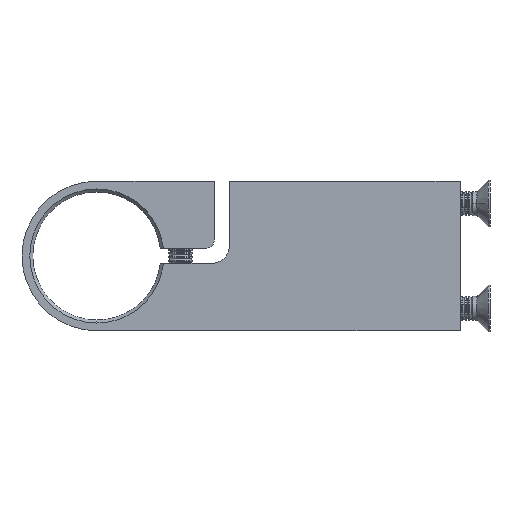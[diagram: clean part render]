
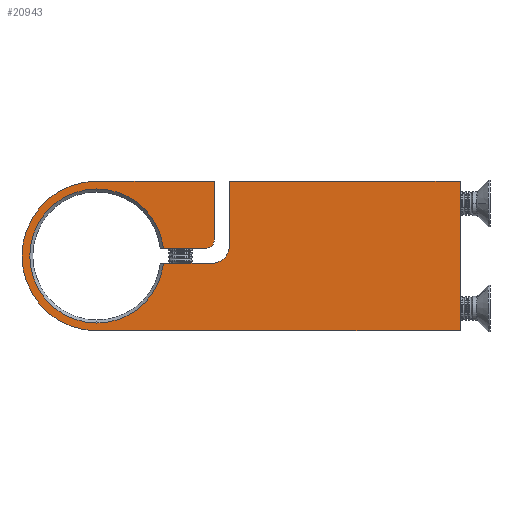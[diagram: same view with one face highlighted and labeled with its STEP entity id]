
A CAD part, left-side view. The second image highlights one B-rep face of the part: STEP entity #20943.
In plain terms, the highlighted planar face has unit normal (-1, 0, 0).
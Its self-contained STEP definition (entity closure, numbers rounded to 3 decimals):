
#44 = DIRECTION ( 'NONE',  ( 1., 0., 0. ) ) ;
#595 = CARTESIAN_POINT ( 'NONE',  ( -8., 121.4, 0. ) ) ;
#757 = DIRECTION ( 'NONE',  ( 0., 0., 1. ) ) ;
#1404 = AXIS2_PLACEMENT_3D ( 'NONE', #11467, #44, #17211 ) ;
#2210 = LINE ( 'NONE', #21573, #22459 ) ;
#2343 = CARTESIAN_POINT ( 'NONE',  ( -8., 77.1, 25. ) ) ;
#2429 = CARTESIAN_POINT ( 'NONE',  ( -8., 82.1, 5.5 ) ) ;
#2560 = CARTESIAN_POINT ( 'NONE',  ( -8., 121.4, 22.4 ) ) ;
#2595 = CARTESIAN_POINT ( 'NONE',  ( -8., 77.1, 25. ) ) ;
#2664 = DIRECTION ( 'NONE',  ( 0., 0., -1. ) ) ;
#2718 = EDGE_CURVE ( 'NONE', #5338, #15616, #18829, .T. ) ;
#2823 = CARTESIAN_POINT ( 'NONE',  ( -8., 83.1, 3.5 ) ) ;
#3058 = ORIENTED_EDGE ( 'NONE', *, *, #16001, .F. ) ;
#3677 = EDGE_CURVE ( 'NONE', #5072, #7735, #3891, .T. ) ;
#3720 = EDGE_CURVE ( 'NONE', #14505, #17959, #7473, .T. ) ;
#3891 = LINE ( 'NONE', #2429, #8665 ) ;
#3924 = CARTESIAN_POINT ( 'NONE',  ( -8., 0., 25. ) ) ;
#4075 = DIRECTION ( 'NONE',  ( 0., 0., -1. ) ) ;
#4642 = CARTESIAN_POINT ( 'NONE',  ( -8., 82.1, 5.5 ) ) ;
#5072 = VERTEX_POINT ( 'NONE', #4642 ) ;
#5270 = AXIS2_PLACEMENT_3D ( 'NONE', #595, #14176, #2664 ) ;
#5338 = VERTEX_POINT ( 'NONE', #21708 ) ;
#5986 = ORIENTED_EDGE ( 'NONE', *, *, #2718, .T. ) ;
#6335 = EDGE_CURVE ( 'NONE', #6634, #7735, #8592, .T. ) ;
#6634 = VERTEX_POINT ( 'NONE', #8024 ) ;
#7321 = EDGE_CURVE ( 'NONE', #15616, #18676, #8252, .T. ) ;
#7473 = LINE ( 'NONE', #19178, #19395 ) ;
#7735 = VERTEX_POINT ( 'NONE', #20541 ) ;
#8024 = CARTESIAN_POINT ( 'NONE',  ( -8., 121.4, 25. ) ) ;
#8099 = ORIENTED_EDGE ( 'NONE', *, *, #3677, .T. ) ;
#8171 = DIRECTION ( 'NONE',  ( 0., 0., 1. ) ) ;
#8252 = CIRCLE ( 'NONE', #1404, 22.4 ) ;
#8305 = VERTEX_POINT ( 'NONE', #22684 ) ;
#8357 = VERTEX_POINT ( 'NONE', #9709 ) ;
#8411 = ORIENTED_EDGE ( 'NONE', *, *, #13791, .F. ) ;
#8592 = LINE ( 'NONE', #9773, #16308 ) ;
#8662 = DIRECTION ( 'NONE',  ( 1., 0., 0. ) ) ;
#8665 = VECTOR ( 'NONE', #8171, 1000. ) ;
#8710 = EDGE_CURVE ( 'NONE', #8305, #19945, #2210, .T. ) ;
#8785 = ORIENTED_EDGE ( 'NONE', *, *, #17791, .T. ) ;
#8978 = ORIENTED_EDGE ( 'NONE', *, *, #16615, .T. ) ;
#9365 = CARTESIAN_POINT ( 'NONE',  ( -8., 85.1, 2.5 ) ) ;
#9400 = LINE ( 'NONE', #15669, #21313 ) ;
#9459 = EDGE_CURVE ( 'NONE', #12678, #6634, #11461, .T. ) ;
#9632 = EDGE_CURVE ( 'NONE', #8357, #21968, #16805, .T. ) ;
#9709 = CARTESIAN_POINT ( 'NONE',  ( -8., 77.1, 3.5 ) ) ;
#9773 = CARTESIAN_POINT ( 'NONE',  ( -8., 121.4, 25. ) ) ;
#9955 = AXIS2_PLACEMENT_3D ( 'NONE', #18183, #24051, #12675 ) ;
#10290 = VECTOR ( 'NONE', #15683, 1000. ) ;
#11461 = CIRCLE ( 'NONE', #5270, 25. ) ;
#11467 = CARTESIAN_POINT ( 'NONE',  ( -8., 121.4, 0. ) ) ;
#11476 = EDGE_CURVE ( 'NONE', #19945, #5072, #23966, .T. ) ;
#11636 = DIRECTION ( 'NONE',  ( 0., -1., 0. ) ) ;
#11842 = FACE_OUTER_BOUND ( 'NONE', #24549, .T. ) ;
#11857 = ORIENTED_EDGE ( 'NONE', *, *, #9632, .T. ) ;
#12110 = ORIENTED_EDGE ( 'NONE', *, *, #7321, .T. ) ;
#12512 = CARTESIAN_POINT ( 'NONE',  ( -8., 85.1, 5.5 ) ) ;
#12623 = CARTESIAN_POINT ( 'NONE',  ( -8., 0., -25. ) ) ;
#12675 = DIRECTION ( 'NONE',  ( 0., 0., -1. ) ) ;
#12678 = VERTEX_POINT ( 'NONE', #16620 ) ;
#12800 = DIRECTION ( 'NONE',  ( 0., 0., -1. ) ) ;
#13791 = EDGE_CURVE ( 'NONE', #22049, #12678, #17546, .T. ) ;
#13850 = DIRECTION ( 'NONE',  ( 0., 1., 0. ) ) ;
#14100 = ORIENTED_EDGE ( 'NONE', *, *, #3720, .F. ) ;
#14176 = DIRECTION ( 'NONE',  ( 1., 0., 0. ) ) ;
#14505 = VERTEX_POINT ( 'NONE', #2595 ) ;
#14690 = AXIS2_PLACEMENT_3D ( 'NONE', #2823, #8662, #16161 ) ;
#14724 = ORIENTED_EDGE ( 'NONE', *, *, #9459, .F. ) ;
#14859 = VECTOR ( 'NONE', #13850, 1000. ) ;
#15343 = DIRECTION ( 'NONE',  ( 0., -1., 0. ) ) ;
#15394 = CIRCLE ( 'NONE', #21957, 22.4 ) ;
#15614 = DIRECTION ( 'NONE',  ( 1., 0., 0. ) ) ;
#15616 = VERTEX_POINT ( 'NONE', #19978 ) ;
#15669 = CARTESIAN_POINT ( 'NONE',  ( -8., 0., 25. ) ) ;
#15683 = DIRECTION ( 'NONE',  ( 0., 0., -1. ) ) ;
#16001 = EDGE_CURVE ( 'NONE', #17959, #22049, #9400, .T. ) ;
#16161 = DIRECTION ( 'NONE',  ( 0., 0., -1. ) ) ;
#16308 = VECTOR ( 'NONE', #11636, 1000. ) ;
#16379 = CARTESIAN_POINT ( 'NONE',  ( -8., 83.1, -2.5 ) ) ;
#16518 = CARTESIAN_POINT ( 'NONE',  ( -8., 121.4, 0. ) ) ;
#16615 = EDGE_CURVE ( 'NONE', #21968, #5338, #21971, .T. ) ;
#16620 = CARTESIAN_POINT ( 'NONE',  ( -8., 121.4, -25. ) ) ;
#16805 = CIRCLE ( 'NONE', #14690, 6. ) ;
#17175 = ORIENTED_EDGE ( 'NONE', *, *, #11476, .T. ) ;
#17211 = DIRECTION ( 'NONE',  ( 0., 0., -1. ) ) ;
#17269 = AXIS2_PLACEMENT_3D ( 'NONE', #12512, #23552, #757 ) ;
#17531 = DIRECTION ( 'NONE',  ( 0., -1., 0. ) ) ;
#17546 = LINE ( 'NONE', #22707, #18153 ) ;
#17774 = PLANE ( 'NONE',  #19459 ) ;
#17791 = EDGE_CURVE ( 'NONE', #18676, #8305, #15394, .T. ) ;
#17820 = ORIENTED_EDGE ( 'NONE', *, *, #8710, .T. ) ;
#17959 = VERTEX_POINT ( 'NONE', #3924 ) ;
#18153 = VECTOR ( 'NONE', #24452, 1000. ) ;
#18183 = CARTESIAN_POINT ( 'NONE',  ( -8., 121.4, 0. ) ) ;
#18223 = ORIENTED_EDGE ( 'NONE', *, *, #6335, .F. ) ;
#18676 = VERTEX_POINT ( 'NONE', #2560 ) ;
#18829 = CIRCLE ( 'NONE', #9955, 22.4 ) ;
#19178 = CARTESIAN_POINT ( 'NONE',  ( -8., 121.4, 25. ) ) ;
#19395 = VECTOR ( 'NONE', #15343, 1000. ) ;
#19459 = AXIS2_PLACEMENT_3D ( 'NONE', #23569, #15614, #21488 ) ;
#19945 = VERTEX_POINT ( 'NONE', #9365 ) ;
#19978 = CARTESIAN_POINT ( 'NONE',  ( -8., 121.4, -22.4 ) ) ;
#20039 = CARTESIAN_POINT ( 'NONE',  ( -8., 83.1, -2.5 ) ) ;
#20430 = DIRECTION ( 'NONE',  ( 1., 0., 0. ) ) ;
#20541 = CARTESIAN_POINT ( 'NONE',  ( -8., 82.1, 25. ) ) ;
#20943 = ADVANCED_FACE ( 'NONE', ( #11842 ), #17774, .F. ) ;
#21313 = VECTOR ( 'NONE', #4075, 1000. ) ;
#21488 = DIRECTION ( 'NONE',  ( 0., 0., -1. ) ) ;
#21573 = CARTESIAN_POINT ( 'NONE',  ( -8., 100.147, 2.5 ) ) ;
#21708 = CARTESIAN_POINT ( 'NONE',  ( -8., 99.14, -2.5 ) ) ;
#21957 = AXIS2_PLACEMENT_3D ( 'NONE', #16518, #20430, #12800 ) ;
#21968 = VERTEX_POINT ( 'NONE', #20039 ) ;
#21971 = LINE ( 'NONE', #16379, #14859 ) ;
#22049 = VERTEX_POINT ( 'NONE', #12623 ) ;
#22459 = VECTOR ( 'NONE', #17531, 1000. ) ;
#22684 = CARTESIAN_POINT ( 'NONE',  ( -8., 99.14, 2.5 ) ) ;
#22707 = CARTESIAN_POINT ( 'NONE',  ( -8., 0., -25. ) ) ;
#22856 = EDGE_CURVE ( 'NONE', #14505, #8357, #24543, .T. ) ;
#23552 = DIRECTION ( 'NONE',  ( -1., 0., 0. ) ) ;
#23569 = CARTESIAN_POINT ( 'NONE',  ( -8., 121.4, 0. ) ) ;
#23966 = CIRCLE ( 'NONE', #17269, 3. ) ;
#24051 = DIRECTION ( 'NONE',  ( 1., 0., 0. ) ) ;
#24124 = ORIENTED_EDGE ( 'NONE', *, *, #22856, .T. ) ;
#24452 = DIRECTION ( 'NONE',  ( 0., 1., 0. ) ) ;
#24543 = LINE ( 'NONE', #2343, #10290 ) ;
#24549 = EDGE_LOOP ( 'NONE', ( #8978, #5986, #12110, #8785, #17820, #17175, #8099, #18223, #14724, #8411, #3058, #14100, #24124, #11857 ) ) ;
